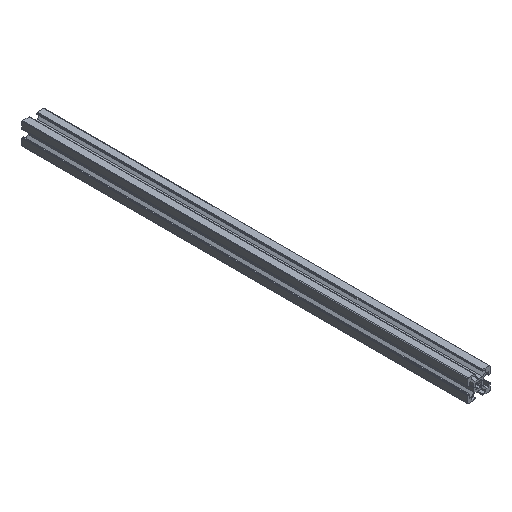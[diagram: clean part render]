
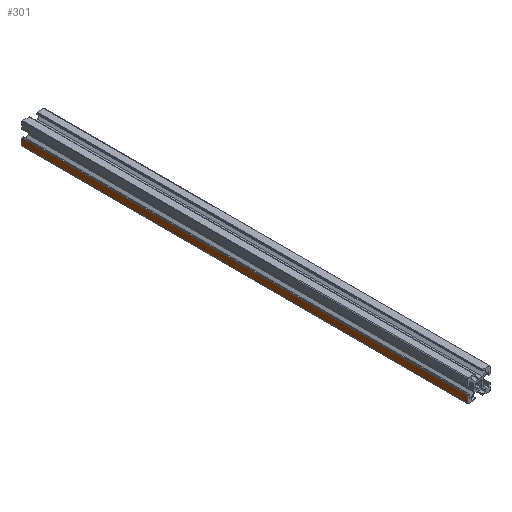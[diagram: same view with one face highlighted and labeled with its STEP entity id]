
A CAD part, isometric view. The second image highlights one B-rep face of the part: STEP entity #301.
In plain terms, the highlighted planar face has unit normal (-1, 0, 0).
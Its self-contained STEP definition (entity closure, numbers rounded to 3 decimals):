
#301=ADVANCED_FACE('',(#611),#612,.T.);
#611=FACE_OUTER_BOUND('',#926,.T.);
#612=PLANE('',#927);
#926=EDGE_LOOP('',(#1856,#1857,#1858,#1859));
#927=AXIS2_PLACEMENT_3D('',#1860,#1861,#1862);
#1856=ORIENTED_EDGE('',*,*,#2249,.T.);
#1857=ORIENTED_EDGE('',*,*,#2315,.F.);
#1858=ORIENTED_EDGE('',*,*,#2284,.T.);
#1859=ORIENTED_EDGE('',*,*,#2163,.T.);
#1860=CARTESIAN_POINT('',(-10.,0.0,0.));
#1861=DIRECTION('',(-1.0,-0.0,0.0));
#1862=DIRECTION('',(0.0,0.,-1.0));
#2163=EDGE_CURVE('',#2691,#2689,#2692,.T.);
#2249=EDGE_CURVE('',#2689,#2821,#2823,.T.);
#2284=EDGE_CURVE('',#2869,#2691,#2870,.T.);
#2315=EDGE_CURVE('',#2869,#2821,#2915,.T.);
#2689=VERTEX_POINT('',#3423);
#2691=VERTEX_POINT('',#3426);
#2692=LINE('',#3427,#3428);
#2821=VERTEX_POINT('',#3611);
#2823=LINE('',#3614,#3615);
#2869=VERTEX_POINT('',#3680);
#2870=LINE('',#3681,#3682);
#2915=LINE('',#3754,#3755);
#3423=CARTESIAN_POINT('',(-10.0,-400.0,-3.5));
#3426=CARTESIAN_POINT('',(-10.,-400.0,-9.5));
#3427=CARTESIAN_POINT('',(-10.,-400.0,-9.5));
#3428=VECTOR('',#4014,1.0);
#3611=CARTESIAN_POINT('',(-10.,0.,-3.5));
#3614=CARTESIAN_POINT('',(-10.,0.,-3.5));
#3615=VECTOR('',#4127,1.0);
#3680=CARTESIAN_POINT('',(-10.,0.,-9.5));
#3681=CARTESIAN_POINT('',(-10.,0.,-9.5));
#3682=VECTOR('',#4156,1.0);
#3754=CARTESIAN_POINT('',(-10.,0.,-9.5));
#3755=VECTOR('',#4190,1.0);
#4014=DIRECTION('',(0.0,0.,1.0));
#4127=DIRECTION('',(0.0,1.0,0.));
#4156=DIRECTION('',(0.0,-1.0,0.));
#4190=DIRECTION('',(0.0,0.,1.0));
